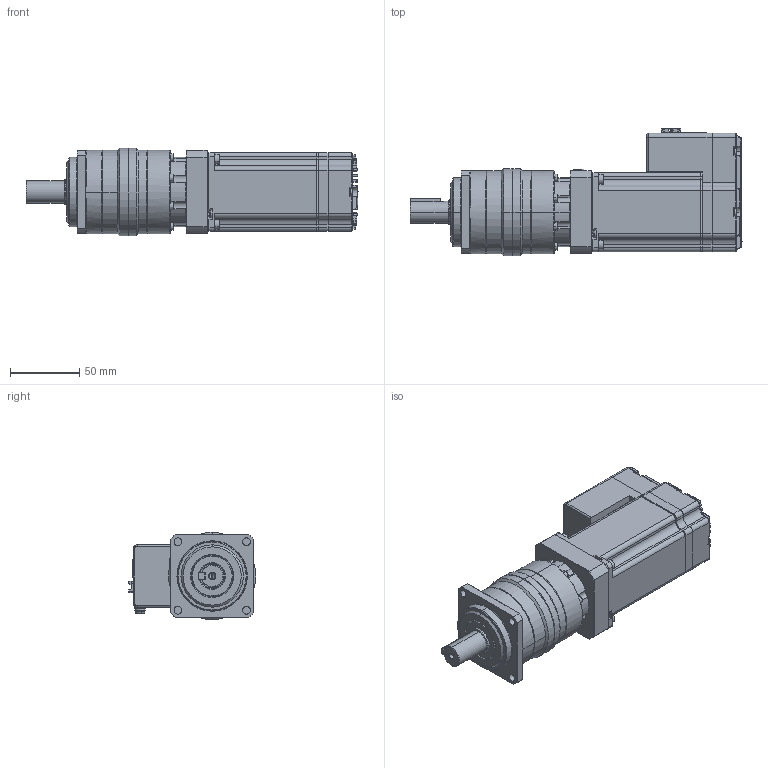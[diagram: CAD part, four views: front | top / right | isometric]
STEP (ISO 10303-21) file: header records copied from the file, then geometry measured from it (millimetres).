
FILE_DESCRIPTION (( 'STEP AP203' ), '1' );
FILE_NAME ('P11B-MO-056-12-R01.STEP', '2020-05-04T07:10:22', ( '' ), ( '' ), 'SwSTEP 2.0', 'SolidWorks 2018', '' );
FILE_SCHEMA (( 'CONFIG_CONTROL_DESIGN' ));
Length unit declared in the file: millimetre
Products named in the file (32): 56EC-PCB1-01; 877600816; 21mm OD6.35mm; 瞪錳薄樓醴喀攪-1; 瞪錳薄樓醴喀攪-4; P11B-MO-056-12-R01; ST56 2ST; spring lock washer_2_jis_JIS B 1251 No.2 4; 瞪錳薄樓醴喀攪-2; sams; 20PS-JMCS-G-1B-TF(N); 09455511103_100183220MOD000B; M119-EC-042-04-R00; pan cross head_ks_KS 1023 PC- M3 x 20-N; M119-EC-056-02-R02; M117-MO-056-03-R00; 56EC-PCB3-01; 5016451220; 瞪錳蕾樓攪喀攪; 42EC-PCB1-01; M119-EC-056-01-R00; small circular plain washer_jis_JIS B 1256 Small circular 4; pan cross head_ks_KS 1023 PC- M3 x 25-N; 56EC-PCB2-01; pan cross head_ks_KS 1023 PC- M4 x 6-N; 20R-JMCS-G-B-TF(NSA); 瞪錳薄樓醴喀攪-3; 791091003; socket head cap screw_ks_KS 1003 - M4 x 10 x 10-N; 瞪錳薄樓醴喀攪-5; KMG; M119-EC-056-03-R00
Assembly tree (42 placements, depth 3):
  P11B-MO-056-12-R01
    pan cross head_ks_KS 1023 PC- M3 x 20-N  x2
    pan cross head_ks_KS 1023 PC- M3 x 25-N  x3
    KMG
    M119-EC-056-01-R00
    M119-EC-056-02-R02
    56EC-PCB1-01
    42EC-PCB1-01
    56EC-PCB3-01
    M119-EC-042-04-R00
    瞪錳蕾樓攪喀攪
      瞪錳薄樓醴喀攪-1
      瞪錳薄樓醴喀攪-2
      瞪錳薄樓醴喀攪-3
      瞪錳薄樓醴喀攪-4
      瞪錳薄樓醴喀攪-5
    5016451220
    09455511103_100183220MOD000B  x2
    56EC-PCB2-01
    877600816  x2
    20PS-JMCS-G-1B-TF(N)  x2
    20R-JMCS-G-B-TF(NSA)  x2
    791091003  x2
    21mm OD6.35mm
    M119-EC-056-03-R00
    M117-MO-056-03-R00
    socket head cap screw_ks_KS 1003 - M4 x 10 x 10-N  x4
    ST56 2ST
    sams
      small circular plain washer_jis_JIS B 1256 Small circular 4
      spring lock washer_2_jis_JIS B 1251 No.2 4
      pan cross head_ks_KS 1023 PC- M4 x 6-N
Bounding box: 239.6 x 92.1 x 63 mm (x, y, z)
Volume: 589609.4 mm3; surface area: 145363.6 mm2
Topology: 40 solids, 40 shells, 6071 faces, 16235 edges, 10263 vertices
Faces by surface type: plane 4015, cylinder 1302, bspline 259, cone 243, torus 163, sphere 89
Entity records: 141114 total; most frequent: CARTESIAN_POINT 32449, ORIENTED_EDGE 22562, DIRECTION 21004, EDGE_CURVE 11281, VECTOR 7746, LINE 7746, VERTEX_POINT 7144, AXIS2_PLACEMENT_3D 6629
